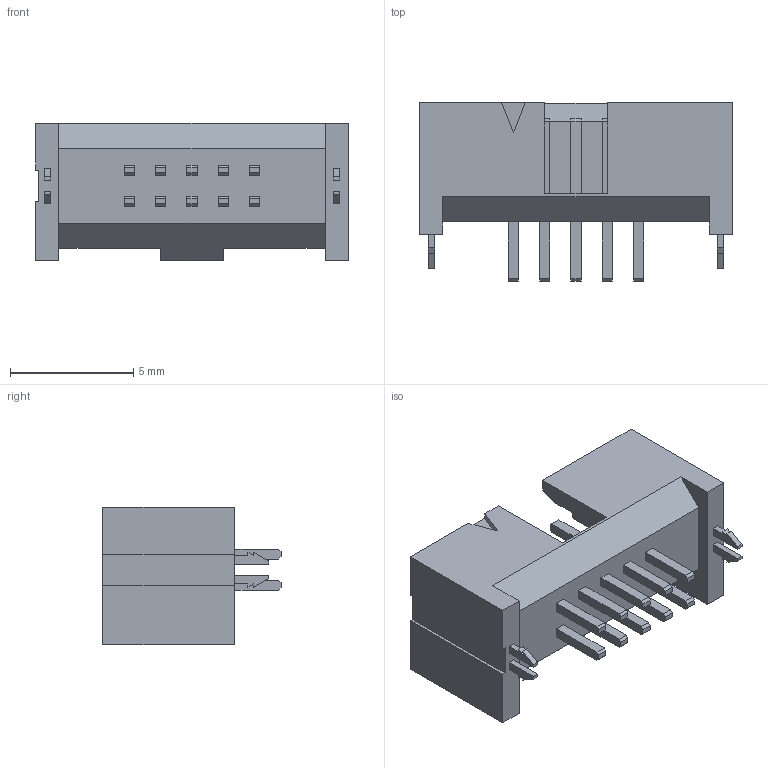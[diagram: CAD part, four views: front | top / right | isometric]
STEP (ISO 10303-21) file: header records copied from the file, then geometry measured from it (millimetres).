
FILE_DESCRIPTION(/* description */ ('Unknown'),/* implementation_level */ '2;1');
FILE_NAME(/* name */ 'SHF-105-01-L-D-TH-LC',/* time_stamp */ '2024-06-06T12:47:39+02:00',/* author */ ('Unknown'),/* organization */ ('Unknown'),/* preprocessor_version */ 'ST-DEVELOPER v18.102',/* originating_system */ 'Solid Edge',/* authorisation */ 'Unknown');
FILE_SCHEMA (('AUTOMOTIVE_DESIGN {1 0 10303 214 3 1 1}'));
Length unit declared in the file: millimetre
Products named in the file (1): SHF-105-01-L-D-TH-LC
Bounding box: 12.7 x 7.24 x 5.59 mm (x, y, z)
Volume: 170.1 mm3; surface area: 503.8 mm2
Topology: 1 solids, 1 shells, 214 faces, 560 edges, 372 vertices
Faces by surface type: plane 214
Entity records: 7956 total; most frequent: CARTESIAN_POINT 1147, ORIENTED_EDGE 1120, DIRECTION 990, EDGE_CURVE 560, LINE 560, VECTOR 560, VERTEX_POINT 372, EDGE_LOOP 238
